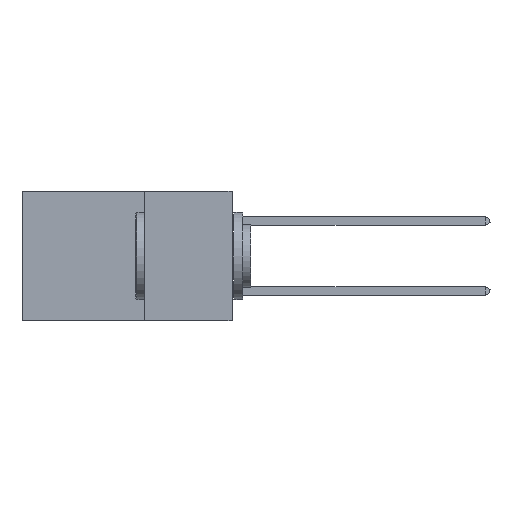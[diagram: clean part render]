
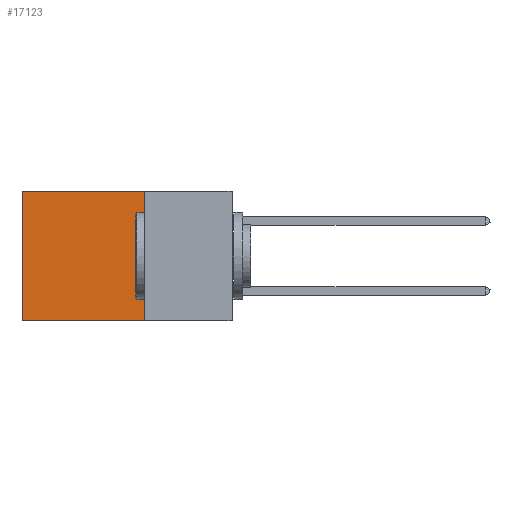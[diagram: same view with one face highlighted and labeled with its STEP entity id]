
A CAD part, left-side view. The second image highlights one B-rep face of the part: STEP entity #17123.
In plain terms, the highlighted planar face has unit normal (-1, 0, 0).
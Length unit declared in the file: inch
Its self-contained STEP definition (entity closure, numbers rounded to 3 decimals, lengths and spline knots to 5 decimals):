
#261 = VECTOR ( 'NONE', #20678, 39.37008 ) ;
#1128 = VERTEX_POINT ( 'NONE', #32963 ) ;
#1984 = LINE ( 'NONE', #32144, #261 ) ;
#3337 = CARTESIAN_POINT ( 'NONE',  ( 0.2875, 0.6, -0.37 ) ) ;
#3415 = CARTESIAN_POINT ( 'NONE',  ( 0.2875, 0.25, -0.37 ) ) ;
#3623 = FACE_OUTER_BOUND ( 'NONE', #11829, .T. ) ;
#3834 = DIRECTION ( 'NONE',  ( 0., 1., 0. ) ) ;
#5700 = EDGE_CURVE ( 'NONE', #14059, #22885, #18478, .T. ) ;
#5830 = AXIS2_PLACEMENT_3D ( 'NONE', #24052, #16015, #18933 ) ;
#6128 = DIRECTION ( 'NONE',  ( 0., 1., 0. ) ) ;
#9495 = CARTESIAN_POINT ( 'NONE',  ( 0.2875, 0.25, -0.37 ) ) ;
#10303 = VECTOR ( 'NONE', #6128, 39.37008 ) ;
#10893 = EDGE_CURVE ( 'NONE', #1128, #17393, #14741, .T. ) ;
#11455 = ORIENTED_EDGE ( 'NONE', *, *, #5700, .F. ) ;
#11829 = EDGE_LOOP ( 'NONE', ( #16307, #11455, #22546, #25080 ) ) ;
#14059 = VERTEX_POINT ( 'NONE', #9495 ) ;
#14741 = LINE ( 'NONE', #17554, #25902 ) ;
#16015 = DIRECTION ( 'NONE',  ( 1., 0., 0. ) ) ;
#16307 = ORIENTED_EDGE ( 'NONE', *, *, #30597, .T. ) ;
#17123 = ADVANCED_FACE ( 'NONE', ( #3623 ), #18461, .F. ) ;
#17393 = VERTEX_POINT ( 'NONE', #20295 ) ;
#17554 = CARTESIAN_POINT ( 'NONE',  ( 0.2875, 0.25, 0. ) ) ;
#18461 = PLANE ( 'NONE',  #5830 ) ;
#18478 = LINE ( 'NONE', #3415, #10303 ) ;
#18933 = DIRECTION ( 'NONE',  ( 0., 0., -1. ) ) ;
#20295 = CARTESIAN_POINT ( 'NONE',  ( 0.2875, 0.6, 0. ) ) ;
#20678 = DIRECTION ( 'NONE',  ( 0., 0., -1. ) ) ;
#22546 = ORIENTED_EDGE ( 'NONE', *, *, #30137, .F. ) ;
#22885 = VERTEX_POINT ( 'NONE', #3337 ) ;
#23277 = DIRECTION ( 'NONE',  ( 0., 0., -1. ) ) ;
#24052 = CARTESIAN_POINT ( 'NONE',  ( 0.2875, 0.25, 0. ) ) ;
#24543 = VECTOR ( 'NONE', #23277, 39.37008 ) ;
#25080 = ORIENTED_EDGE ( 'NONE', *, *, #10893, .T. ) ;
#25902 = VECTOR ( 'NONE', #3834, 39.37008 ) ;
#30137 = EDGE_CURVE ( 'NONE', #1128, #14059, #1984, .T. ) ;
#30597 = EDGE_CURVE ( 'NONE', #17393, #22885, #31821, .T. ) ;
#31159 = CARTESIAN_POINT ( 'NONE',  ( 0.2875, 0.6, 0. ) ) ;
#31821 = LINE ( 'NONE', #31159, #24543 ) ;
#32144 = CARTESIAN_POINT ( 'NONE',  ( 0.2875, 0.25, 0. ) ) ;
#32963 = CARTESIAN_POINT ( 'NONE',  ( 0.2875, 0.25, 0. ) ) ;
